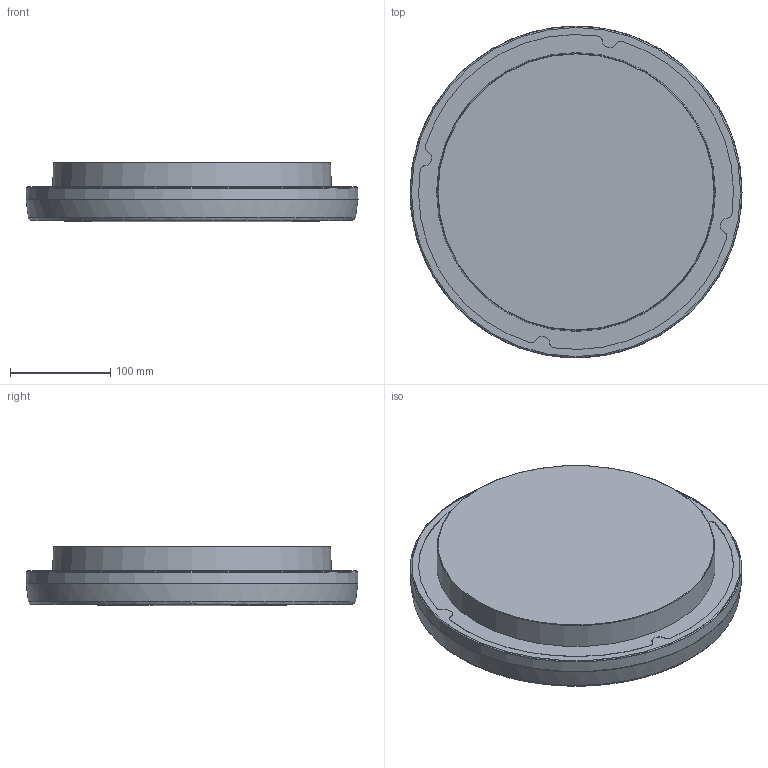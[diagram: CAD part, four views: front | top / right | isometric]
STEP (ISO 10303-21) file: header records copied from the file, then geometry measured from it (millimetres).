
FILE_DESCRIPTION (( 'STEP AP214' ), '1' );
FILE_NAME ('SF_FLAT_RD_330.STEP', '2024-05-13T06:05:59', ( '' ), ( '' ), 'SwSTEP 2.0', 'SolidWorks 2022', '' );
FILE_SCHEMA (( 'AUTOMOTIVE_DESIGN' ));
Length unit declared in the file: millimetre
Products named in the file (1): SF_FLAT_RD_330
Bounding box: 331.03 x 331.02 x 59.52 mm (x, y, z)
Volume: 1165765.9 mm3; surface area: 617847.9 mm2
Topology: 4 solids, 4 shells, 44 faces, 91 edges, 60 vertices
Faces by surface type: cylinder 16, plane 11, cone 8, torus 5, bspline 2, sphere 2
Entity records: 2207 total; most frequent: CARTESIAN_POINT 763, DIRECTION 208, ORIENTED_EDGE 144, AXIS2_PLACEMENT_3D 96, EDGE_CURVE 72, EDGE_LOOP 66, VERTEX_POINT 56, CIRCLE 53
